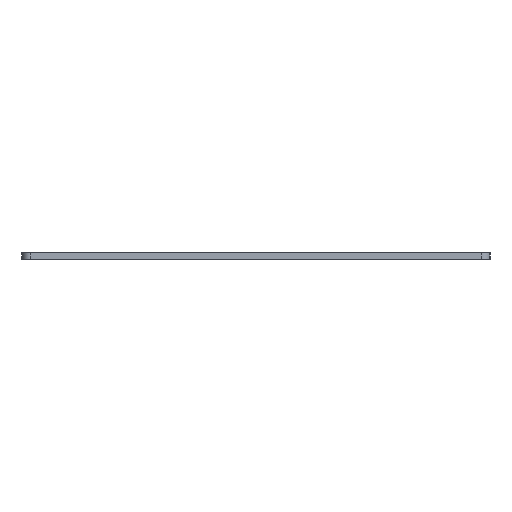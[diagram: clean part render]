
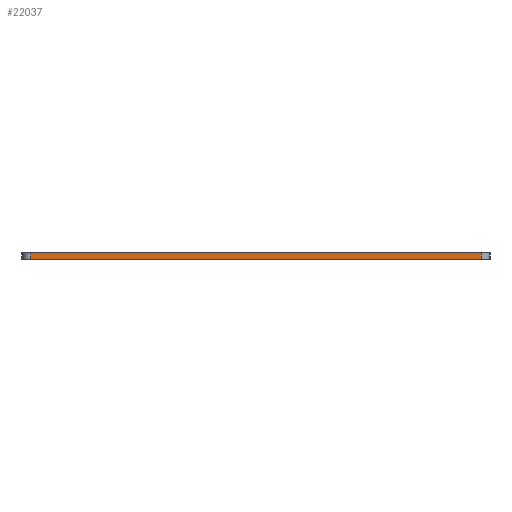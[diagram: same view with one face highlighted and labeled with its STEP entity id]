
A CAD part, left-side view. The second image highlights one B-rep face of the part: STEP entity #22037.
In plain terms, the highlighted planar face has unit normal (-1, 0, 0).
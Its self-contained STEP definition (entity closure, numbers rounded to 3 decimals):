
#2385=PLANE('',#22643);
#3461=FACE_OUTER_BOUND('',#4539,.T.);
#4539=EDGE_LOOP('',(#18777,#18778,#18779,#18780));
#6929=LINE('',#39354,#9061);
#6930=LINE('',#39357,#9062);
#6931=LINE('',#39359,#9063);
#6932=LINE('',#39360,#9064);
#9061=VECTOR('',#25945,10.);
#9062=VECTOR('',#25948,10.);
#9063=VECTOR('',#25949,10.);
#9064=VECTOR('',#25950,10.);
#11253=VERTEX_POINT('',#39344);
#11254=VERTEX_POINT('',#39349);
#11255=VERTEX_POINT('',#39356);
#11256=VERTEX_POINT('',#39358);
#14477=EDGE_CURVE('',#11253,#11254,#6929,.T.);
#14478=EDGE_CURVE('',#11255,#11253,#6930,.T.);
#14479=EDGE_CURVE('',#11256,#11254,#6931,.T.);
#14480=EDGE_CURVE('',#11255,#11256,#6932,.T.);
#18777=ORIENTED_EDGE('',*,*,#14478,.T.);
#18778=ORIENTED_EDGE('',*,*,#14477,.T.);
#18779=ORIENTED_EDGE('',*,*,#14479,.F.);
#18780=ORIENTED_EDGE('',*,*,#14480,.F.);
#22037=ADVANCED_FACE('',(#3461),#2385,.T.);
#22643=AXIS2_PLACEMENT_3D('',#39355,#25946,#25947);
#25945=DIRECTION('',(0.,0.,1.));
#25946=DIRECTION('center_axis',(-1.,0.,0.));
#25947=DIRECTION('ref_axis',(0.,-1.,0.));
#25948=DIRECTION('',(0.,-1.,0.));
#25949=DIRECTION('',(0.,-1.,0.));
#25950=DIRECTION('',(0.,0.,1.));
#39344=CARTESIAN_POINT('',(-200.882,-65.032,0.));
#39349=CARTESIAN_POINT('',(-200.882,-65.032,2.));
#39354=CARTESIAN_POINT('',(-200.882,-65.032,0.));
#39355=CARTESIAN_POINT('Origin',(-200.882,65.032,0.));
#39356=CARTESIAN_POINT('',(-200.882,65.032,0.));
#39357=CARTESIAN_POINT('',(-200.882,65.032,0.));
#39358=CARTESIAN_POINT('',(-200.882,65.032,2.));
#39359=CARTESIAN_POINT('',(-200.882,65.032,2.));
#39360=CARTESIAN_POINT('',(-200.882,65.032,0.));
